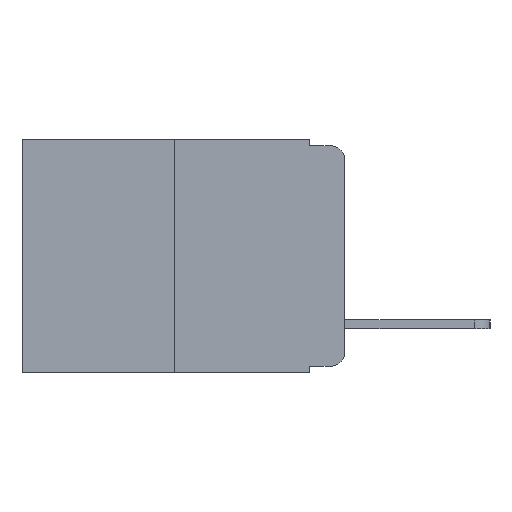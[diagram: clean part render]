
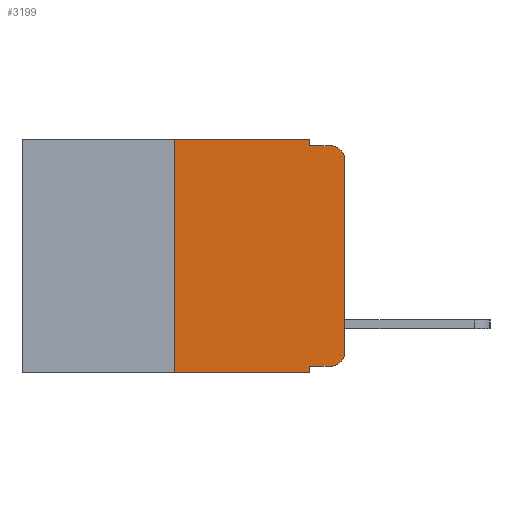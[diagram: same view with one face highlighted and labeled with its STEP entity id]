
A CAD part, left-side view. The second image highlights one B-rep face of the part: STEP entity #3199.
In plain terms, the highlighted planar face has unit normal (-1, 0, 0).
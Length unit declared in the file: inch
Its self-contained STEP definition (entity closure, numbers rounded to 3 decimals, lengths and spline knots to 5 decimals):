
#49 = VECTOR ( 'NONE', #582, 39.37008 ) ;
#70 = EDGE_LOOP ( 'NONE', ( #17455, #4190, #912, #4626, #15995, #6378, #10461, #14076, #694, #9009 ) ) ;
#224 = CARTESIAN_POINT ( 'NONE',  ( 0., 0.473, 0. ) ) ;
#265 = VERTEX_POINT ( 'NONE', #14764 ) ;
#344 = CARTESIAN_POINT ( 'NONE',  ( 0., 0.051, -0.343 ) ) ;
#410 = VERTEX_POINT ( 'NONE', #4167 ) ;
#582 = DIRECTION ( 'NONE',  ( 0., -1., 0. ) ) ;
#694 = ORIENTED_EDGE ( 'NONE', *, *, #6925, .T. ) ;
#912 = ORIENTED_EDGE ( 'NONE', *, *, #7158, .F. ) ;
#1061 = FACE_OUTER_BOUND ( 'NONE', #70, .T. ) ;
#1153 = LINE ( 'NONE', #16181, #11321 ) ;
#1493 = VERTEX_POINT ( 'NONE', #16531 ) ;
#1556 = CARTESIAN_POINT ( 'NONE',  ( 0., 0.02, -0.313 ) ) ;
#1894 = CARTESIAN_POINT ( 'NONE',  ( 0., 0.02, -0.01 ) ) ;
#2022 = CARTESIAN_POINT ( 'NONE',  ( 0., 0.473, -0.343 ) ) ;
#2217 = CARTESIAN_POINT ( 'NONE',  ( 0., 0.051, 0. ) ) ;
#2416 = CARTESIAN_POINT ( 'NONE',  ( 0., 0.051, -0.333 ) ) ;
#2431 = EDGE_CURVE ( 'NONE', #410, #7080, #10421, .T. ) ;
#2720 = CARTESIAN_POINT ( 'NONE',  ( 0., 0.25, -0.343 ) ) ;
#2967 = DIRECTION ( 'NONE',  ( 0., 0., -1. ) ) ;
#2997 = VERTEX_POINT ( 'NONE', #1894 ) ;
#3160 = VECTOR ( 'NONE', #3430, 39.37008 ) ;
#3199 = ADVANCED_FACE ( 'NONE', ( #1061 ), #8582, .F. ) ;
#3345 = CARTESIAN_POINT ( 'NONE',  ( 0., 0.051, -0.333 ) ) ;
#3430 = DIRECTION ( 'NONE',  ( 0., -1., 0. ) ) ;
#3510 = AXIS2_PLACEMENT_3D ( 'NONE', #1556, #11229, #2967 ) ;
#3715 = CARTESIAN_POINT ( 'NONE',  ( 0., 0., -0.03 ) ) ;
#3788 = LINE ( 'NONE', #3345, #49 ) ;
#4130 = CARTESIAN_POINT ( 'NONE',  ( 0., 0.02, -0.03 ) ) ;
#4167 = CARTESIAN_POINT ( 'NONE',  ( 0., 0., -0.313 ) ) ;
#4190 = ORIENTED_EDGE ( 'NONE', *, *, #10252, .T. ) ;
#4471 = VECTOR ( 'NONE', #8600, 39.37008 ) ;
#4626 = ORIENTED_EDGE ( 'NONE', *, *, #10566, .F. ) ;
#4738 = LINE ( 'NONE', #9003, #14817 ) ;
#4911 = LINE ( 'NONE', #224, #4471 ) ;
#4919 = VERTEX_POINT ( 'NONE', #11490 ) ;
#5326 = CARTESIAN_POINT ( 'NONE',  ( 0., 0.25, 0. ) ) ;
#5520 = DIRECTION ( 'NONE',  ( 0., 0., -1. ) ) ;
#5857 = LINE ( 'NONE', #5326, #9154 ) ;
#6285 = DIRECTION ( 'NONE',  ( 0., 0., 1. ) ) ;
#6312 = EDGE_CURVE ( 'NONE', #10253, #17470, #14115, .T. ) ;
#6378 = ORIENTED_EDGE ( 'NONE', *, *, #9419, .F. ) ;
#6925 = EDGE_CURVE ( 'NONE', #12496, #4919, #3788, .T. ) ;
#7080 = VERTEX_POINT ( 'NONE', #3715 ) ;
#7158 = EDGE_CURVE ( 'NONE', #265, #2997, #1153, .T. ) ;
#7602 = DIRECTION ( 'NONE',  ( 0., 0., -1. ) ) ;
#8217 = CARTESIAN_POINT ( 'NONE',  ( 0., 0.473, 0. ) ) ;
#8274 = DIRECTION ( 'NONE',  ( 0., 0., -1. ) ) ;
#8582 = PLANE ( 'NONE',  #13926 ) ;
#8600 = DIRECTION ( 'NONE',  ( 0., -1., 0. ) ) ;
#9003 = CARTESIAN_POINT ( 'NONE',  ( 0., 0.051, 0. ) ) ;
#9009 = ORIENTED_EDGE ( 'NONE', *, *, #15541, .T. ) ;
#9154 = VECTOR ( 'NONE', #16284, 39.37008 ) ;
#9419 = EDGE_CURVE ( 'NONE', #10253, #1493, #5857, .T. ) ;
#10252 = EDGE_CURVE ( 'NONE', #7080, #2997, #16322, .T. ) ;
#10253 = VERTEX_POINT ( 'NONE', #2720 ) ;
#10289 = AXIS2_PLACEMENT_3D ( 'NONE', #4130, #13731, #5520 ) ;
#10421 = LINE ( 'NONE', #14005, #17219 ) ;
#10461 = ORIENTED_EDGE ( 'NONE', *, *, #6312, .T. ) ;
#10566 = EDGE_CURVE ( 'NONE', #14946, #265, #4738, .T. ) ;
#11042 = LINE ( 'NONE', #2217, #17414 ) ;
#11229 = DIRECTION ( 'NONE',  ( -1., 0., 0. ) ) ;
#11321 = VECTOR ( 'NONE', #17518, 39.37008 ) ;
#11490 = CARTESIAN_POINT ( 'NONE',  ( 0., 0.02, -0.333 ) ) ;
#11653 = EDGE_CURVE ( 'NONE', #1493, #14946, #4911, .T. ) ;
#12496 = VERTEX_POINT ( 'NONE', #2416 ) ;
#12611 = CARTESIAN_POINT ( 'NONE',  ( 0., 0.051, 0. ) ) ;
#13233 = DIRECTION ( 'NONE',  ( 0., 0., -1. ) ) ;
#13731 = DIRECTION ( 'NONE',  ( -1., 0., 0. ) ) ;
#13853 = DIRECTION ( 'NONE',  ( 1., 0., 0. ) ) ;
#13926 = AXIS2_PLACEMENT_3D ( 'NONE', #8217, #13853, #8274 ) ;
#14005 = CARTESIAN_POINT ( 'NONE',  ( 0., 0., 0. ) ) ;
#14076 = ORIENTED_EDGE ( 'NONE', *, *, #14079, .F. ) ;
#14079 = EDGE_CURVE ( 'NONE', #12496, #17470, #11042, .T. ) ;
#14115 = LINE ( 'NONE', #2022, #3160 ) ;
#14764 = CARTESIAN_POINT ( 'NONE',  ( 0., 0.051, -0.01 ) ) ;
#14817 = VECTOR ( 'NONE', #7602, 39.37008 ) ;
#14946 = VERTEX_POINT ( 'NONE', #12611 ) ;
#15066 = CIRCLE ( 'NONE', #3510, 0.02 ) ;
#15541 = EDGE_CURVE ( 'NONE', #4919, #410, #15066, .T. ) ;
#15995 = ORIENTED_EDGE ( 'NONE', *, *, #11653, .F. ) ;
#16181 = CARTESIAN_POINT ( 'NONE',  ( 0., 0.051, -0.01 ) ) ;
#16284 = DIRECTION ( 'NONE',  ( 0., 0., 1. ) ) ;
#16322 = CIRCLE ( 'NONE', #10289, 0.02 ) ;
#16531 = CARTESIAN_POINT ( 'NONE',  ( 0., 0.25, 0. ) ) ;
#17219 = VECTOR ( 'NONE', #6285, 39.37008 ) ;
#17414 = VECTOR ( 'NONE', #13233, 39.37008 ) ;
#17455 = ORIENTED_EDGE ( 'NONE', *, *, #2431, .T. ) ;
#17470 = VERTEX_POINT ( 'NONE', #344 ) ;
#17518 = DIRECTION ( 'NONE',  ( 0., -1., 0. ) ) ;
